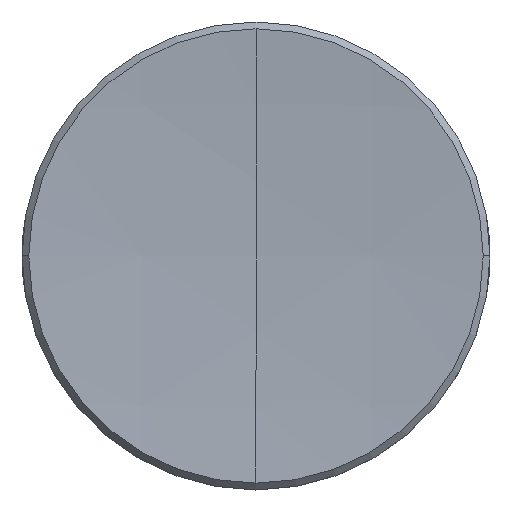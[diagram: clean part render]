
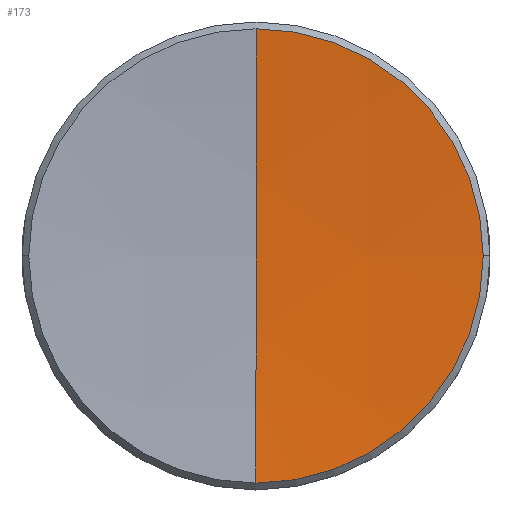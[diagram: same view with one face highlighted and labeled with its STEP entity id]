
A CAD part, top view. The second image highlights one B-rep face of the part: STEP entity #173.
In plain terms, the highlighted spherical face has radius 72.4 mm.
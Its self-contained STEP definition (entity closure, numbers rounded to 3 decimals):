
#12 = EDGE_CURVE ( 'NONE', #179, #96, #25, .T. ) ;
#19 = CIRCLE ( 'NONE', #217, 6.166 ) ;
#22 = ORIENTED_EDGE ( 'NONE', *, *, #136, .T. ) ;
#25 = CIRCLE ( 'NONE', #149, 6.166 ) ;
#46 = VERTEX_POINT ( 'NONE', #254 ) ;
#53 = DIRECTION ( 'NONE',  ( 0., 0., 1. ) ) ;
#56 = CARTESIAN_POINT ( 'NONE',  ( 0., 0., 5.384 ) ) ;
#59 = DIRECTION ( 'NONE',  ( -1., 0., 0. ) ) ;
#75 = DIRECTION ( 'NONE',  ( 0., 0., 1. ) ) ;
#96 = VERTEX_POINT ( 'NONE', #211 ) ;
#99 = DIRECTION ( 'NONE',  ( -1., 0., 0. ) ) ;
#100 = AXIS2_PLACEMENT_3D ( 'NONE', #163, #260, #253 ) ;
#101 = VERTEX_POINT ( 'NONE', #190 ) ;
#104 = SPHERICAL_SURFACE ( 'NONE', #203, 72.4 ) ;
#121 = DIRECTION ( 'NONE',  ( 1., 0., 0. ) ) ;
#122 = AXIS2_PLACEMENT_3D ( 'NONE', #259, #59, #139 ) ;
#123 = CARTESIAN_POINT ( 'NONE',  ( 0., -6.166, 5.384 ) ) ;
#136 = EDGE_CURVE ( 'NONE', #96, #46, #19, .T. ) ;
#138 = ORIENTED_EDGE ( 'NONE', *, *, #12, .T. ) ;
#139 = DIRECTION ( 'NONE',  ( 0., -1., 0. ) ) ;
#145 = CIRCLE ( 'NONE', #122, 72.4 ) ;
#149 = AXIS2_PLACEMENT_3D ( 'NONE', #184, #53, #121 ) ;
#158 = EDGE_CURVE ( 'NONE', #101, #46, #246, .T. ) ;
#159 = ORIENTED_EDGE ( 'NONE', *, *, #158, .F. ) ;
#163 = CARTESIAN_POINT ( 'NONE',  ( 0., 0., 77.521 ) ) ;
#173 = ADVANCED_FACE ( 'NONE', ( #255 ), #104, .F. ) ;
#177 = ORIENTED_EDGE ( 'NONE', *, *, #194, .T. ) ;
#179 = VERTEX_POINT ( 'NONE', #123 ) ;
#184 = CARTESIAN_POINT ( 'NONE',  ( 0., 0., 5.384 ) ) ;
#190 = CARTESIAN_POINT ( 'NONE',  ( 0., 0., 5.121 ) ) ;
#194 = EDGE_CURVE ( 'NONE', #101, #179, #145, .T. ) ;
#203 = AXIS2_PLACEMENT_3D ( 'NONE', #276, #99, #229 ) ;
#211 = CARTESIAN_POINT ( 'NONE',  ( 6.166, 0., 5.384 ) ) ;
#217 = AXIS2_PLACEMENT_3D ( 'NONE', #56, #75, #237 ) ;
#229 = DIRECTION ( 'NONE',  ( 0., 1., 0. ) ) ;
#233 = EDGE_LOOP ( 'NONE', ( #159, #177, #138, #22 ) ) ;
#237 = DIRECTION ( 'NONE',  ( 1., 0., 0. ) ) ;
#246 = CIRCLE ( 'NONE', #100, 72.4 ) ;
#253 = DIRECTION ( 'NONE',  ( 0., 0., -1. ) ) ;
#254 = CARTESIAN_POINT ( 'NONE',  ( 0., 6.166, 5.384 ) ) ;
#255 = FACE_OUTER_BOUND ( 'NONE', #233, .T. ) ;
#259 = CARTESIAN_POINT ( 'NONE',  ( 0., 0., 77.521 ) ) ;
#260 = DIRECTION ( 'NONE',  ( 1., 0., 0. ) ) ;
#276 = CARTESIAN_POINT ( 'NONE',  ( 0., 0., 77.521 ) ) ;
